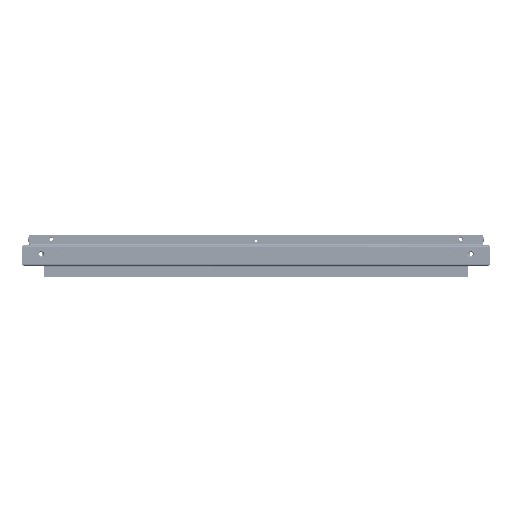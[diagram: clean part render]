
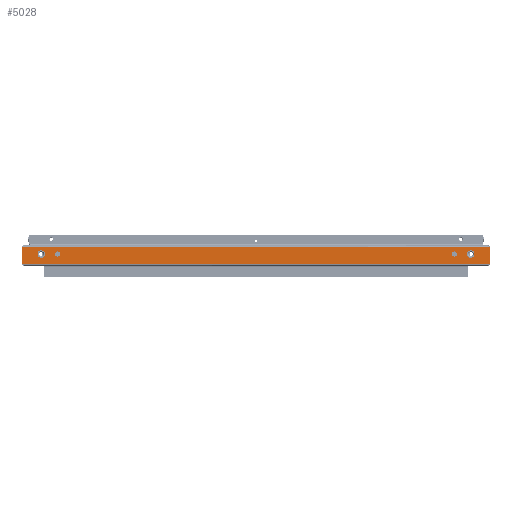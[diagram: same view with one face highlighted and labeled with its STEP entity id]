
A CAD part, front view. The second image highlights one B-rep face of the part: STEP entity #5028.
In plain terms, the highlighted face is planar.
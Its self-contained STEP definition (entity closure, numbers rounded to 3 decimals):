
#1235 = DIRECTION ( 'NONE',  ( 1., 0., 0. ) ) ;
#1442 = CARTESIAN_POINT ( 'NONE',  ( -467.5, -3.319, 0. ) ) ;
#4882 = ORIENTED_EDGE ( 'NONE', *, *, #60363, .T. ) ;
#5028 = ADVANCED_FACE ( 'NONE', ( #81445, #62371, #67700, #48659, #28812 ), #20864, .F. ) ;
#5211 = AXIS2_PLACEMENT_3D ( 'NONE', #59737, #25728, #19524 ) ;
#7046 = DIRECTION ( 'NONE',  ( 1., 0., 0. ) ) ;
#7155 = DIRECTION ( 'NONE',  ( 0., 0., -1. ) ) ;
#7333 = VERTEX_POINT ( 'NONE', #22303 ) ;
#7969 = VECTOR ( 'NONE', #65292, 1000. ) ;
#11082 = EDGE_LOOP ( 'NONE', ( #35813, #63716 ) ) ;
#11457 = AXIS2_PLACEMENT_3D ( 'NONE', #13612, #67085, #1235 ) ;
#11661 = EDGE_CURVE ( 'NONE', #69843, #31413, #26967, .T. ) ;
#12796 = CARTESIAN_POINT ( 'NONE',  ( -424.5, -3.319, 0. ) ) ;
#13612 = CARTESIAN_POINT ( 'NONE',  ( -424.5, -3.319, 0. ) ) ;
#15485 = EDGE_CURVE ( 'NONE', #86931, #28657, #29321, .T. ) ;
#15874 = LINE ( 'NONE', #68490, #71060 ) ;
#16041 = CARTESIAN_POINT ( 'NONE',  ( -451.5, -3.319, 0. ) ) ;
#16630 = CARTESIAN_POINT ( 'NONE',  ( -497.935, -18., 0. ) ) ;
#18788 = EDGE_LOOP ( 'NONE', ( #40876, #28805 ) ) ;
#19025 = EDGE_CURVE ( 'NONE', #85356, #86931, #66611, .T. ) ;
#19285 = CIRCLE ( 'NONE', #53112, 8. ) ;
#19332 = CARTESIAN_POINT ( 'NONE',  ( 500., 18., 0. ) ) ;
#19524 = DIRECTION ( 'NONE',  ( -1., 0., 0. ) ) ;
#19540 = EDGE_LOOP ( 'NONE', ( #77721, #77186 ) ) ;
#20398 = CIRCLE ( 'NONE', #75458, 5.5 ) ;
#20864 = PLANE ( 'NONE',  #32512 ) ;
#20958 = CARTESIAN_POINT ( 'NONE',  ( -419., -3.319, 0. ) ) ;
#21129 = ORIENTED_EDGE ( 'NONE', *, *, #24696, .T. ) ;
#21993 = EDGE_CURVE ( 'NONE', #49580, #87192, #45165, .T. ) ;
#22303 = CARTESIAN_POINT ( 'NONE',  ( -500., 18., 0. ) ) ;
#23398 = DIRECTION ( 'NONE',  ( 0., 0., 1. ) ) ;
#23840 = EDGE_CURVE ( 'NONE', #57022, #25289, #65885, .T. ) ;
#24404 = ORIENTED_EDGE ( 'NONE', *, *, #74406, .F. ) ;
#24696 = EDGE_CURVE ( 'NONE', #62299, #7333, #38333, .T. ) ;
#24800 = EDGE_CURVE ( 'NONE', #87192, #49580, #27731, .T. ) ;
#24949 = EDGE_CURVE ( 'NONE', #25289, #57022, #19285, .T. ) ;
#25289 = VERTEX_POINT ( 'NONE', #28338 ) ;
#25728 = DIRECTION ( 'NONE',  ( 0., 0., -1. ) ) ;
#26967 = CIRCLE ( 'NONE', #11457, 5.5 ) ;
#27693 = DIRECTION ( 'NONE',  ( 0., 0., -1. ) ) ;
#27731 = CIRCLE ( 'NONE', #78756, 5.5 ) ;
#28338 = CARTESIAN_POINT ( 'NONE',  ( 467.5, -3.319, 0. ) ) ;
#28657 = VERTEX_POINT ( 'NONE', #82206 ) ;
#28805 = ORIENTED_EDGE ( 'NONE', *, *, #82139, .F. ) ;
#28812 = FACE_OUTER_BOUND ( 'NONE', #41095, .T. ) ;
#28823 = VERTEX_POINT ( 'NONE', #60327 ) ;
#29321 = LINE ( 'NONE', #74147, #37592 ) ;
#31181 = ORIENTED_EDGE ( 'NONE', *, *, #71797, .T. ) ;
#31413 = VERTEX_POINT ( 'NONE', #33185 ) ;
#31637 = CARTESIAN_POINT ( 'NONE',  ( 500., 18., 0. ) ) ;
#32210 = CARTESIAN_POINT ( 'NONE',  ( 424.5, -3.319, 0. ) ) ;
#32512 = AXIS2_PLACEMENT_3D ( 'NONE', #56161, #7155, #62805 ) ;
#33037 = DIRECTION ( 'NONE',  ( 1., 0., 0. ) ) ;
#33051 = DIRECTION ( 'NONE',  ( 1., 0., 0. ) ) ;
#33106 = CIRCLE ( 'NONE', #86819, 8. ) ;
#33185 = CARTESIAN_POINT ( 'NONE',  ( -430., -3.319, 0. ) ) ;
#35189 = EDGE_CURVE ( 'NONE', #7333, #53372, #74079, .T. ) ;
#35813 = ORIENTED_EDGE ( 'NONE', *, *, #24949, .T. ) ;
#37241 = CARTESIAN_POINT ( 'NONE',  ( 500., -22., 0. ) ) ;
#37592 = VECTOR ( 'NONE', #33037, 1000. ) ;
#38333 = LINE ( 'NONE', #19332, #7969 ) ;
#40071 = CARTESIAN_POINT ( 'NONE',  ( 419., -3.319, 0. ) ) ;
#40425 = CARTESIAN_POINT ( 'NONE',  ( -500., -22., 0. ) ) ;
#40876 = ORIENTED_EDGE ( 'NONE', *, *, #11661, .F. ) ;
#40921 = AXIS2_PLACEMENT_3D ( 'NONE', #32210, #59576, #79532 ) ;
#41095 = EDGE_LOOP ( 'NONE', ( #59280, #74906, #43838, #4882, #67445, #31181, #21129, #64002 ) ) ;
#43838 = ORIENTED_EDGE ( 'NONE', *, *, #15485, .T. ) ;
#44760 = VERTEX_POINT ( 'NONE', #16041 ) ;
#45165 = CIRCLE ( 'NONE', #40921, 5.5 ) ;
#47219 = DIRECTION ( 'NONE',  ( 0., 0., 1. ) ) ;
#47540 = CARTESIAN_POINT ( 'NONE',  ( 459.5, -3.319, 0. ) ) ;
#47891 = EDGE_CURVE ( 'NONE', #69868, #28823, #15874, .T. ) ;
#48418 = DIRECTION ( 'NONE',  ( -1., 0., 0. ) ) ;
#48659 = FACE_BOUND ( 'NONE', #18788, .T. ) ;
#48813 = VERTEX_POINT ( 'NONE', #1442 ) ;
#49580 = VERTEX_POINT ( 'NONE', #40071 ) ;
#49876 = CARTESIAN_POINT ( 'NONE',  ( -459.5, -3.319, 0. ) ) ;
#50034 = LINE ( 'NONE', #37241, #61334 ) ;
#50908 = DIRECTION ( 'NONE',  ( 0., 1., 0. ) ) ;
#51337 = CIRCLE ( 'NONE', #58497, 8. ) ;
#52379 = VECTOR ( 'NONE', #67827, 1000. ) ;
#52559 = VECTOR ( 'NONE', #33051, 1000. ) ;
#53112 = AXIS2_PLACEMENT_3D ( 'NONE', #47540, #67893, #56794 ) ;
#53372 = VERTEX_POINT ( 'NONE', #58814 ) ;
#53852 = DIRECTION ( 'NONE',  ( 1., 0., 0. ) ) ;
#53882 = LINE ( 'NONE', #67594, #54740 ) ;
#54305 = CARTESIAN_POINT ( 'NONE',  ( -498., 18., 0. ) ) ;
#54740 = VECTOR ( 'NONE', #7046, 1000. ) ;
#55197 = DIRECTION ( 'NONE',  ( -1., 0., 0. ) ) ;
#56161 = CARTESIAN_POINT ( 'NONE',  ( 0., 0., 0. ) ) ;
#56794 = DIRECTION ( 'NONE',  ( -1., 0., 0. ) ) ;
#57022 = VERTEX_POINT ( 'NONE', #76481 ) ;
#58497 = AXIS2_PLACEMENT_3D ( 'NONE', #49876, #23398, #76468 ) ;
#58567 = DIRECTION ( 'NONE',  ( -1., 0., 0. ) ) ;
#58814 = CARTESIAN_POINT ( 'NONE',  ( -500., -18., 0. ) ) ;
#59280 = ORIENTED_EDGE ( 'NONE', *, *, #66062, .T. ) ;
#59413 = CARTESIAN_POINT ( 'NONE',  ( -459.5, -3.319, 0. ) ) ;
#59576 = DIRECTION ( 'NONE',  ( 0., 0., -1. ) ) ;
#59737 = CARTESIAN_POINT ( 'NONE',  ( 459.5, -3.319, 0. ) ) ;
#59857 = DIRECTION ( 'NONE',  ( 1., 0., 0. ) ) ;
#60116 = EDGE_CURVE ( 'NONE', #44760, #48813, #33106, .T. ) ;
#60327 = CARTESIAN_POINT ( 'NONE',  ( 498., 18., 0. ) ) ;
#60363 = EDGE_CURVE ( 'NONE', #28657, #69868, #50034, .T. ) ;
#61334 = VECTOR ( 'NONE', #50908, 1000. ) ;
#61591 = CARTESIAN_POINT ( 'NONE',  ( 500., 18., 0. ) ) ;
#62120 = CARTESIAN_POINT ( 'NONE',  ( 424.5, -3.319, 0. ) ) ;
#62299 = VERTEX_POINT ( 'NONE', #54305 ) ;
#62371 = FACE_BOUND ( 'NONE', #19540, .T. ) ;
#62805 = DIRECTION ( 'NONE',  ( -1., 0., 0. ) ) ;
#63716 = ORIENTED_EDGE ( 'NONE', *, *, #23840, .T. ) ;
#64002 = ORIENTED_EDGE ( 'NONE', *, *, #35189, .T. ) ;
#64750 = LINE ( 'NONE', #31637, #69408 ) ;
#65292 = DIRECTION ( 'NONE',  ( -1., 0., 0. ) ) ;
#65885 = CIRCLE ( 'NONE', #5211, 8. ) ;
#66062 = EDGE_CURVE ( 'NONE', #53372, #85356, #53882, .T. ) ;
#66475 = DIRECTION ( 'NONE',  ( 0., 0., 1. ) ) ;
#66611 = LINE ( 'NONE', #86990, #52559 ) ;
#66969 = CARTESIAN_POINT ( 'NONE',  ( 497.935, -18., 0. ) ) ;
#67085 = DIRECTION ( 'NONE',  ( 0., 0., 1. ) ) ;
#67445 = ORIENTED_EDGE ( 'NONE', *, *, #47891, .T. ) ;
#67594 = CARTESIAN_POINT ( 'NONE',  ( -500., -18., 0. ) ) ;
#67700 = FACE_BOUND ( 'NONE', #74182, .T. ) ;
#67827 = DIRECTION ( 'NONE',  ( 0., -1., 0. ) ) ;
#67893 = DIRECTION ( 'NONE',  ( 0., 0., -1. ) ) ;
#68490 = CARTESIAN_POINT ( 'NONE',  ( 500., 18., 0. ) ) ;
#69395 = ORIENTED_EDGE ( 'NONE', *, *, #60116, .F. ) ;
#69408 = VECTOR ( 'NONE', #58567, 1000. ) ;
#69843 = VERTEX_POINT ( 'NONE', #20958 ) ;
#69868 = VERTEX_POINT ( 'NONE', #61591 ) ;
#71060 = VECTOR ( 'NONE', #55197, 1000. ) ;
#71797 = EDGE_CURVE ( 'NONE', #28823, #62299, #64750, .T. ) ;
#74079 = LINE ( 'NONE', #40425, #52379 ) ;
#74147 = CARTESIAN_POINT ( 'NONE',  ( -500., -18., 0. ) ) ;
#74182 = EDGE_LOOP ( 'NONE', ( #69395, #24404 ) ) ;
#74406 = EDGE_CURVE ( 'NONE', #48813, #44760, #51337, .T. ) ;
#74906 = ORIENTED_EDGE ( 'NONE', *, *, #19025, .T. ) ;
#75458 = AXIS2_PLACEMENT_3D ( 'NONE', #12796, #47219, #53852 ) ;
#76468 = DIRECTION ( 'NONE',  ( 1., 0., 0. ) ) ;
#76481 = CARTESIAN_POINT ( 'NONE',  ( 451.5, -3.319, 0. ) ) ;
#77186 = ORIENTED_EDGE ( 'NONE', *, *, #21993, .T. ) ;
#77721 = ORIENTED_EDGE ( 'NONE', *, *, #24800, .T. ) ;
#78007 = CARTESIAN_POINT ( 'NONE',  ( 430., -3.319, 0. ) ) ;
#78756 = AXIS2_PLACEMENT_3D ( 'NONE', #62120, #27693, #48418 ) ;
#79532 = DIRECTION ( 'NONE',  ( -1., 0., 0. ) ) ;
#81445 = FACE_BOUND ( 'NONE', #11082, .T. ) ;
#82139 = EDGE_CURVE ( 'NONE', #31413, #69843, #20398, .T. ) ;
#82206 = CARTESIAN_POINT ( 'NONE',  ( 500., -18., 0. ) ) ;
#85356 = VERTEX_POINT ( 'NONE', #16630 ) ;
#86819 = AXIS2_PLACEMENT_3D ( 'NONE', #59413, #66475, #59857 ) ;
#86931 = VERTEX_POINT ( 'NONE', #66969 ) ;
#86990 = CARTESIAN_POINT ( 'NONE',  ( -500., -18., 0. ) ) ;
#87192 = VERTEX_POINT ( 'NONE', #78007 ) ;
